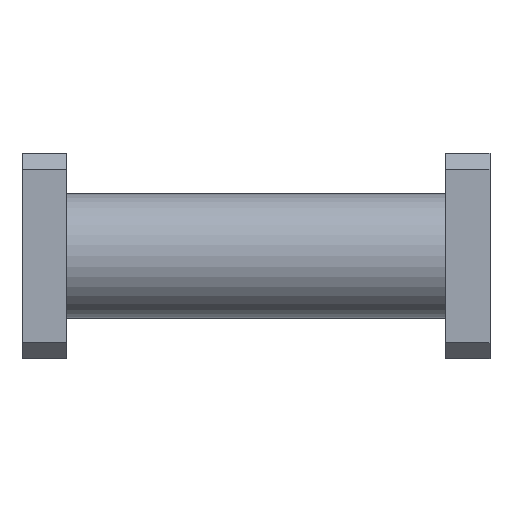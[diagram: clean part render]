
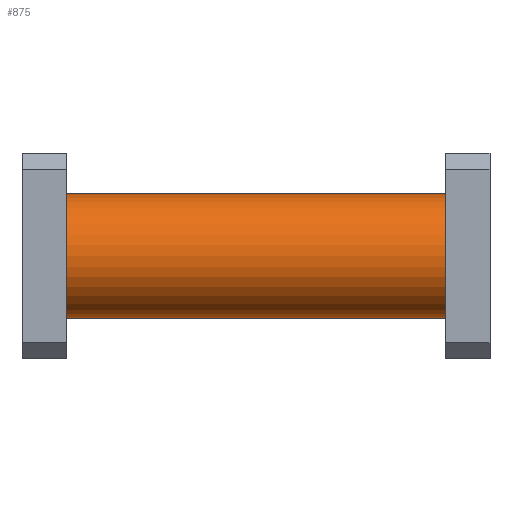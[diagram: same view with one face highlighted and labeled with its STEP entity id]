
A CAD part, front view. The second image highlights one B-rep face of the part: STEP entity #875.
In plain terms, the highlighted cylindrical face has radius 6.731 mm (diameter 13.462 mm), a partial arc.
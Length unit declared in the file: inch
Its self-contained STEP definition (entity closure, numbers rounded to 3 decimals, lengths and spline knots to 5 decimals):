
#3 = AXIS2_PLACEMENT_3D ( 'NONE', #682, #916, #215 ) ;
#45 = ORIENTED_EDGE ( 'NONE', *, *, #433, .F. ) ;
#51 = DIRECTION ( 'NONE',  ( 1., 0., 0. ) ) ;
#92 = DIRECTION ( 'NONE',  ( 1., 0., 0. ) ) ;
#112 = CARTESIAN_POINT ( 'NONE',  ( 0.19, 0., -0.265 ) ) ;
#177 = DIRECTION ( 'NONE',  ( 1., 0., 0. ) ) ;
#215 = DIRECTION ( 'NONE',  ( 0., 0., -1. ) ) ;
#217 = CARTESIAN_POINT ( 'NONE',  ( 0., 0., -0.265 ) ) ;
#224 = CARTESIAN_POINT ( 'NONE',  ( 1.81, 0., 0.265 ) ) ;
#270 = AXIS2_PLACEMENT_3D ( 'NONE', #878, #177, #890 ) ;
#284 = VECTOR ( 'NONE', #815, 39.37008 ) ;
#373 = EDGE_CURVE ( 'NONE', #1151, #673, #861, .T. ) ;
#415 = LINE ( 'NONE', #217, #706 ) ;
#433 = EDGE_CURVE ( 'NONE', #1365, #1151, #1398, .T. ) ;
#559 = CARTESIAN_POINT ( 'NONE',  ( 0.19, 0., 0.265 ) ) ;
#673 = VERTEX_POINT ( 'NONE', #1085 ) ;
#682 = CARTESIAN_POINT ( 'NONE',  ( 1.81, 0., 0. ) ) ;
#687 = CIRCLE ( 'NONE', #270, 0.265 ) ;
#698 = ORIENTED_EDGE ( 'NONE', *, *, #1125, .T. ) ;
#706 = VECTOR ( 'NONE', #92, 39.37008 ) ;
#714 = AXIS2_PLACEMENT_3D ( 'NONE', #1234, #51, #871 ) ;
#807 = CARTESIAN_POINT ( 'NONE',  ( 0., 0., 0.265 ) ) ;
#815 = DIRECTION ( 'NONE',  ( 1., 0., 0. ) ) ;
#861 = CIRCLE ( 'NONE', #3, 0.265 ) ;
#871 = DIRECTION ( 'NONE',  ( 0., 0., -1. ) ) ;
#875 = ADVANCED_FACE ( 'NONE', ( #1383 ), #1129, .T. ) ;
#878 = CARTESIAN_POINT ( 'NONE',  ( 0.19, 0., 0. ) ) ;
#890 = DIRECTION ( 'NONE',  ( 0., 0., -1. ) ) ;
#916 = DIRECTION ( 'NONE',  ( 1., 0., 0. ) ) ;
#1085 = CARTESIAN_POINT ( 'NONE',  ( 1.81, 0., -0.265 ) ) ;
#1125 = EDGE_CURVE ( 'NONE', #1527, #673, #415, .T. ) ;
#1129 = CYLINDRICAL_SURFACE ( 'NONE', #714, 0.265 ) ;
#1151 = VERTEX_POINT ( 'NONE', #224 ) ;
#1177 = EDGE_LOOP ( 'NONE', ( #45, #1244, #698, #1322 ) ) ;
#1217 = EDGE_CURVE ( 'NONE', #1365, #1527, #687, .T. ) ;
#1234 = CARTESIAN_POINT ( 'NONE',  ( 0., 0., 0. ) ) ;
#1244 = ORIENTED_EDGE ( 'NONE', *, *, #1217, .T. ) ;
#1322 = ORIENTED_EDGE ( 'NONE', *, *, #373, .F. ) ;
#1365 = VERTEX_POINT ( 'NONE', #559 ) ;
#1383 = FACE_OUTER_BOUND ( 'NONE', #1177, .T. ) ;
#1398 = LINE ( 'NONE', #807, #284 ) ;
#1527 = VERTEX_POINT ( 'NONE', #112 ) ;
